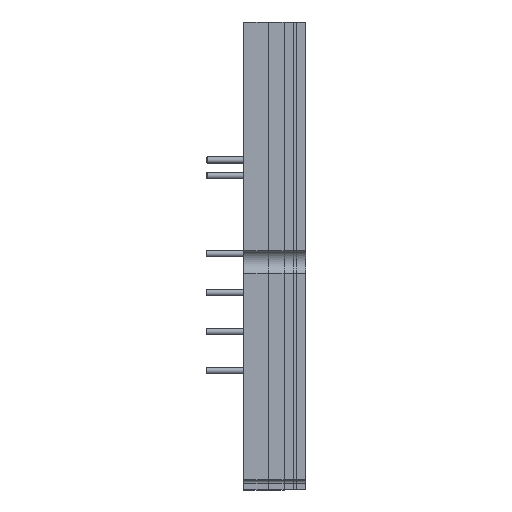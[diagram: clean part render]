
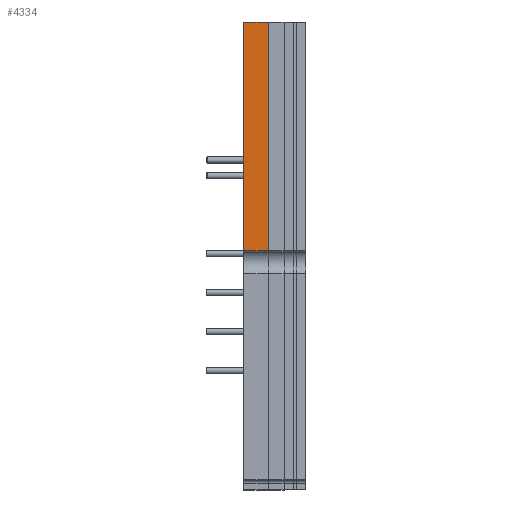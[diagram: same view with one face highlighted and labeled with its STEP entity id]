
A CAD part, left-side view. The second image highlights one B-rep face of the part: STEP entity #4334.
In plain terms, the highlighted planar face has unit normal (-1, 0, 0).
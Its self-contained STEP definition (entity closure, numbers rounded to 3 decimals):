
#72 = DIRECTION ( 'NONE',  ( 0., 0., -1. ) ) ;
#676 = CARTESIAN_POINT ( 'NONE',  ( -227., 16., 148.5 ) ) ;
#1233 = CARTESIAN_POINT ( 'NONE',  ( -227., 0., 148.5 ) ) ;
#1274 = DIRECTION ( 'NONE',  ( 0., 0., 1. ) ) ;
#1356 = AXIS2_PLACEMENT_3D ( 'NONE', #7973, #3093, #72 ) ;
#1471 = ORIENTED_EDGE ( 'NONE', *, *, #10136, .T. ) ;
#1939 = EDGE_CURVE ( 'NONE', #8280, #5546, #8766, .T. ) ;
#2048 = VECTOR ( 'NONE', #10246, 1000. ) ;
#2315 = CARTESIAN_POINT ( 'NONE',  ( -227., 16., 1.916 ) ) ;
#2365 = VECTOR ( 'NONE', #9490, 1000. ) ;
#3093 = DIRECTION ( 'NONE',  ( 1., 0., 0. ) ) ;
#3403 = VECTOR ( 'NONE', #1274, 1000. ) ;
#3503 = LINE ( 'NONE', #4674, #2365 ) ;
#3529 = VERTEX_POINT ( 'NONE', #2315 ) ;
#4014 = PLANE ( 'NONE',  #1356 ) ;
#4317 = VECTOR ( 'NONE', #9284, 1000. ) ;
#4334 = ADVANCED_FACE ( 'NONE', ( #5637 ), #4014, .F. ) ;
#4674 = CARTESIAN_POINT ( 'NONE',  ( -227., 16., 148.5 ) ) ;
#4897 = VERTEX_POINT ( 'NONE', #676 ) ;
#4968 = ORIENTED_EDGE ( 'NONE', *, *, #6564, .F. ) ;
#5546 = VERTEX_POINT ( 'NONE', #10400 ) ;
#5637 = FACE_OUTER_BOUND ( 'NONE', #8406, .T. ) ;
#6332 = EDGE_CURVE ( 'NONE', #4897, #5546, #7254, .T. ) ;
#6564 = EDGE_CURVE ( 'NONE', #3529, #4897, #3503, .T. ) ;
#7254 = LINE ( 'NONE', #9275, #2048 ) ;
#7290 = CARTESIAN_POINT ( 'NONE',  ( -227., 0., 1.916 ) ) ;
#7973 = CARTESIAN_POINT ( 'NONE',  ( -227., 16., 148.5 ) ) ;
#8280 = VERTEX_POINT ( 'NONE', #7290 ) ;
#8389 = ORIENTED_EDGE ( 'NONE', *, *, #6332, .F. ) ;
#8406 = EDGE_LOOP ( 'NONE', ( #4968, #1471, #9955, #8389 ) ) ;
#8419 = LINE ( 'NONE', #10115, #4317 ) ;
#8766 = LINE ( 'NONE', #1233, #3403 ) ;
#9275 = CARTESIAN_POINT ( 'NONE',  ( -227., 16., 148.5 ) ) ;
#9284 = DIRECTION ( 'NONE',  ( 0., -1., 0. ) ) ;
#9490 = DIRECTION ( 'NONE',  ( 0., 0., 1. ) ) ;
#9955 = ORIENTED_EDGE ( 'NONE', *, *, #1939, .T. ) ;
#10115 = CARTESIAN_POINT ( 'NONE',  ( -227., 0., 1.916 ) ) ;
#10136 = EDGE_CURVE ( 'NONE', #3529, #8280, #8419, .T. ) ;
#10246 = DIRECTION ( 'NONE',  ( 0., -1., 0. ) ) ;
#10400 = CARTESIAN_POINT ( 'NONE',  ( -227., 0., 148.5 ) ) ;
